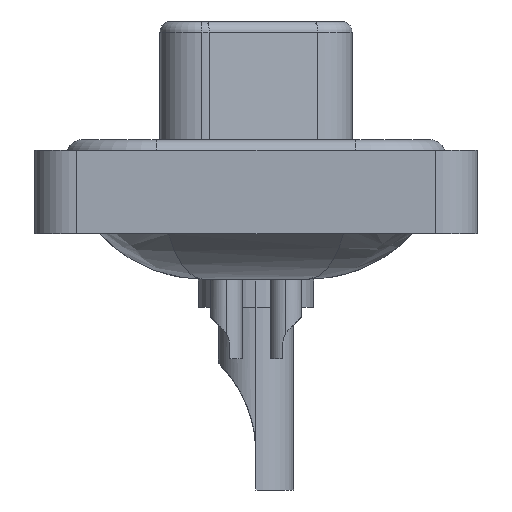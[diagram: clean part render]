
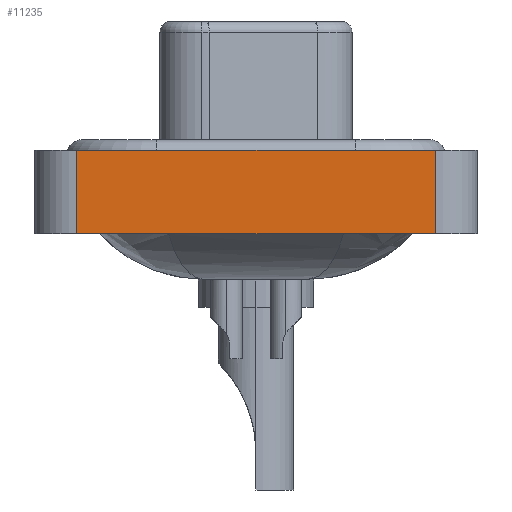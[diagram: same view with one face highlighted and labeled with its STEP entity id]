
A CAD part, left-side view. The second image highlights one B-rep face of the part: STEP entity #11235.
In plain terms, the highlighted planar face has unit normal (-1, 0, 0).
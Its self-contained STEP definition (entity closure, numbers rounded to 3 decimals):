
#352 = EDGE_LOOP ( 'NONE', ( #5757, #17309, #14961, #13707 ) ) ;
#1276 = DIRECTION ( 'NONE',  ( 0., 0., 1. ) ) ;
#3296 = VERTEX_POINT ( 'NONE', #15948 ) ;
#3498 = CARTESIAN_POINT ( 'NONE',  ( -7.35, -8.55, 0.4 ) ) ;
#3824 = CARTESIAN_POINT ( 'NONE',  ( -7.35, 8.55, -3.6 ) ) ;
#5114 = CARTESIAN_POINT ( 'NONE',  ( -7.35, -8.55, -3.6 ) ) ;
#5135 = EDGE_CURVE ( 'NONE', #6539, #24375, #15828, .T. ) ;
#5140 = CARTESIAN_POINT ( 'NONE',  ( -7.35, -8.55, -3.6 ) ) ;
#5757 = ORIENTED_EDGE ( 'NONE', *, *, #5135, .T. ) ;
#6357 = AXIS2_PLACEMENT_3D ( 'NONE', #5140, #21741, #1276 ) ;
#6539 = VERTEX_POINT ( 'NONE', #17310 ) ;
#7460 = VECTOR ( 'NONE', #10959, 1000. ) ;
#7813 = CARTESIAN_POINT ( 'NONE',  ( -7.35, -8.55, 0.4 ) ) ;
#7818 = EDGE_CURVE ( 'NONE', #9764, #3296, #10919, .T. ) ;
#9764 = VERTEX_POINT ( 'NONE', #14616 ) ;
#10011 = DIRECTION ( 'NONE',  ( 0., 0., 1. ) ) ;
#10919 = LINE ( 'NONE', #3824, #15724 ) ;
#10959 = DIRECTION ( 'NONE',  ( 0., -1., 0. ) ) ;
#11235 = ADVANCED_FACE ( 'NONE', ( #12225 ), #18254, .T. ) ;
#12225 = FACE_OUTER_BOUND ( 'NONE', #352, .T. ) ;
#12756 = DIRECTION ( 'NONE',  ( 0., 0., 1. ) ) ;
#13707 = ORIENTED_EDGE ( 'NONE', *, *, #16107, .T. ) ;
#14616 = CARTESIAN_POINT ( 'NONE',  ( -7.35, 8.55, -3.6 ) ) ;
#14671 = VECTOR ( 'NONE', #10011, 1000. ) ;
#14961 = ORIENTED_EDGE ( 'NONE', *, *, #7818, .F. ) ;
#15048 = LINE ( 'NONE', #3498, #7460 ) ;
#15654 = DIRECTION ( 'NONE',  ( 0., -1., 0. ) ) ;
#15713 = CARTESIAN_POINT ( 'NONE',  ( -7.35, -8.55, -3.6 ) ) ;
#15724 = VECTOR ( 'NONE', #12756, 1000. ) ;
#15828 = LINE ( 'NONE', #15713, #14671 ) ;
#15948 = CARTESIAN_POINT ( 'NONE',  ( -7.35, 8.55, 0.4 ) ) ;
#16107 = EDGE_CURVE ( 'NONE', #9764, #6539, #22082, .T. ) ;
#17309 = ORIENTED_EDGE ( 'NONE', *, *, #24222, .F. ) ;
#17310 = CARTESIAN_POINT ( 'NONE',  ( -7.35, -8.55, -3.6 ) ) ;
#18254 = PLANE ( 'NONE',  #6357 ) ;
#21186 = VECTOR ( 'NONE', #15654, 1000. ) ;
#21741 = DIRECTION ( 'NONE',  ( -1., 0., 0. ) ) ;
#22082 = LINE ( 'NONE', #5114, #21186 ) ;
#24222 = EDGE_CURVE ( 'NONE', #3296, #24375, #15048, .T. ) ;
#24375 = VERTEX_POINT ( 'NONE', #7813 ) ;
